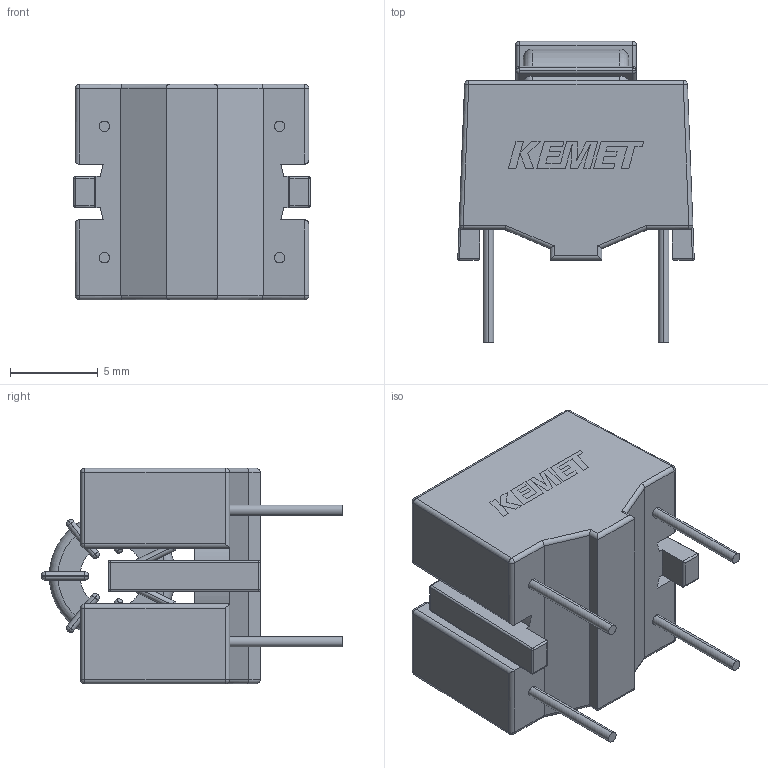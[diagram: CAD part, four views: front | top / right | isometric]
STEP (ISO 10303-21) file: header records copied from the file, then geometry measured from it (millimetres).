
FILE_DESCRIPTION (( 'STEP AP214' ), '1' );
FILE_NAME ('PT_KPLT01_L13.5W12.3H12.5LL4.7S10.STEP', '2019-08-14T17:12:50', ( '' ), ( '' ), 'SwSTEP 2.0', 'SolidWorks 2014', '' );
FILE_SCHEMA (( 'AUTOMOTIVE_DESIGN' ));
Length unit declared in the file: millimetre
Products named in the file (1): PT_KPLT01_L13.5W12.3H12.5LL4.7S10
Bounding box: 13.49 x 17.2 x 12.3 mm (x, y, z)
Volume: 1061.6 mm3; surface area: 1477.3 mm2
Topology: 2 solids, 2 shells, 457 faces, 1134 edges, 633 vertices
Faces by surface type: cylinder 176, plane 167, sphere 93, torus 21
Entity records: 17343 total; most frequent: CARTESIAN_POINT 2423, DIRECTION 2297, ORIENTED_EDGE 2114, EDGE_CURVE 1057, AXIS2_PLACEMENT_3D 841, VECTOR 615, LINE 615, VERTEX_POINT 609
